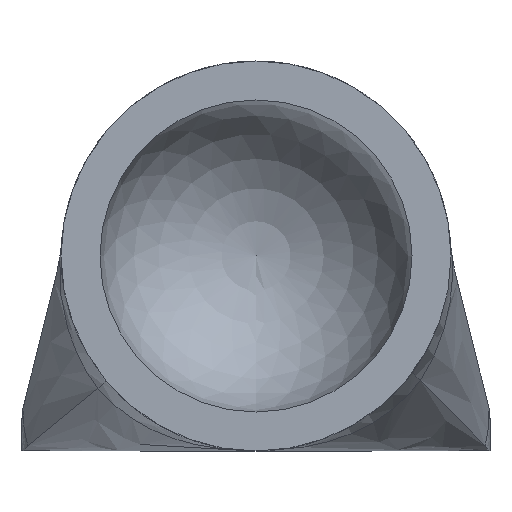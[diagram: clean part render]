
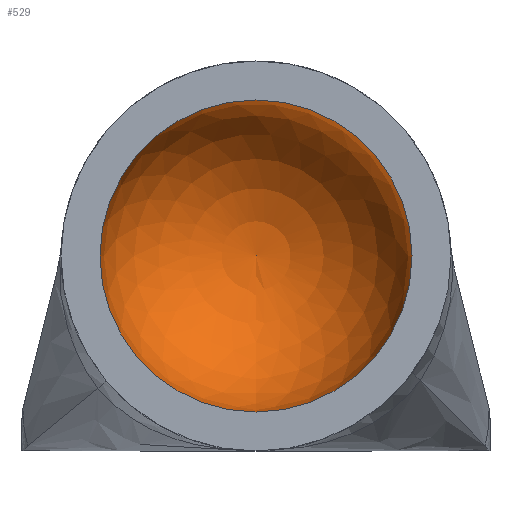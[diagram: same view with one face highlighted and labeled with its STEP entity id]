
A CAD part, front view. The second image highlights one B-rep face of the part: STEP entity #529.
In plain terms, the highlighted spherical face has radius 6.35 mm.
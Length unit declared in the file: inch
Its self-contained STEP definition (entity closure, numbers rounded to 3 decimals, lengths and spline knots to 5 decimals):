
#33=SPHERICAL_SURFACE($,#572,0.25);
#139=FACE_OUTER_BOUND($,#177,.T.);
#177=EDGE_LOOP($,(#383));
#215=CIRCLE($,#573,0.25);
#245=VERTEX_POINT($,#741);
#299=EDGE_CURVE($,#245,#245,#215,.T.);
#383=ORIENTED_EDGE($,*,*,#299,.F.);
#529=ADVANCED_FACE($,(#139),#33,.F.);
#572=AXIS2_PLACEMENT_3D($,#740,#628,#629);
#573=AXIS2_PLACEMENT_3D($,#742,#630,#631);
#628=DIRECTION('center_axis',(0.,1.,0.));
#629=DIRECTION('ref_axis',(0.,0.,-1.));
#630=DIRECTION('center_axis',(0.,1.,0.));
#631=DIRECTION('ref_axis',(-1.,0.,0.));
#740=CARTESIAN_POINT('Origin',(0.,-1.06264,
0.3125));
#741=CARTESIAN_POINT('',(0.25,-1.06264,0.3125));
#742=CARTESIAN_POINT('Origin',(0.,-1.06264,
0.3125));
